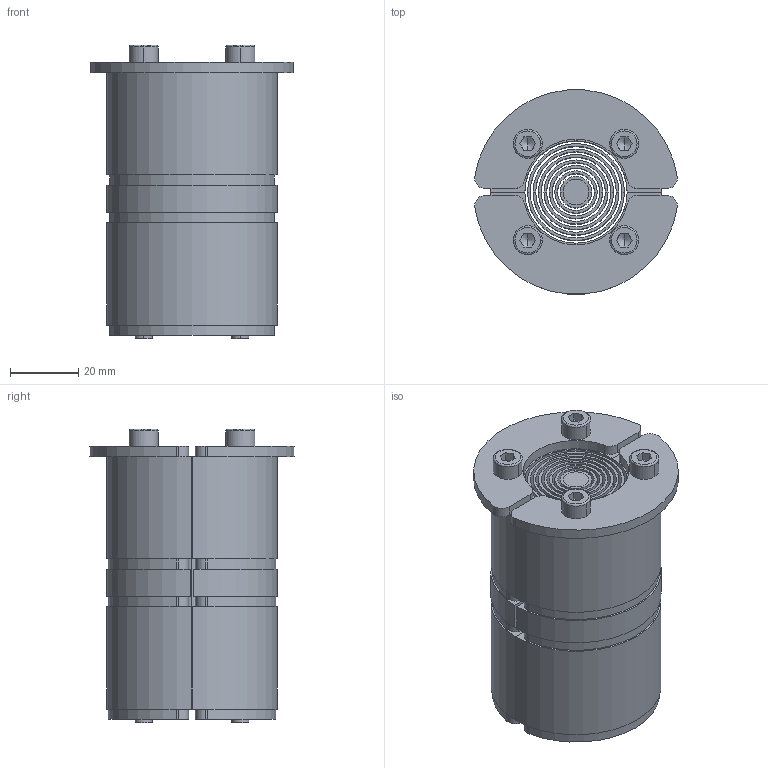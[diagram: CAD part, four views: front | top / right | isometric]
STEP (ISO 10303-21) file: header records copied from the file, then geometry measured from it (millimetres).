
FILE_DESCRIPTION((''),'2;1');
FILE_NAME('RS_PPS_S_50.stp','2008-07-23T16:26:35',(''),(''),'Mechanical Desktop 2005','Mechanical Desktop 2005',', , ');
FILE_SCHEMA(('CONFIG_CONTROL_DESIGN'));
Length unit declared in the file: millimetre
Products named in the file (12): RS_PPS_S_50; MOD; HALF; FRONT FITTING; RUBBER FRAME; CYLINDER HEAD CAP SCREW - DIN 912 - M5 X 50; MIDDLE FITTING; CASE; EXPANDER; REAR FITTING; PART1; A4-LLOGO
Assembly tree (16 placements, depth 4):
  RS_PPS_S_50
    MOD
      HALF  x2
        FRONT FITTING
        RUBBER FRAME
        CYLINDER HEAD CAP SCREW - DIN 912 - M5 X 50
        MIDDLE FITTING
        CASE
        EXPANDER
        REAR FITTING
      PART1
    A4-LLOGO
Bounding box: 59.4 x 59.79 x 86 mm (x, y, z)
Volume: 124459.4 mm3; surface area: 104714.9 mm2
Topology: 51 solids, 51 shells, 472 faces, 1083 edges, 720 vertices
Faces by surface type: cylinder 230, plane 218, cone 16, bspline 8
Entity records: 4490 total; most frequent: CARTESIAN_POINT 812, DIRECTION 791, ORIENTED_EDGE 654, EDGE_CURVE 327, AXIS2_PLACEMENT_3D 314, VERTEX_POINT 218, EDGE_LOOP 167, VECTOR 163
